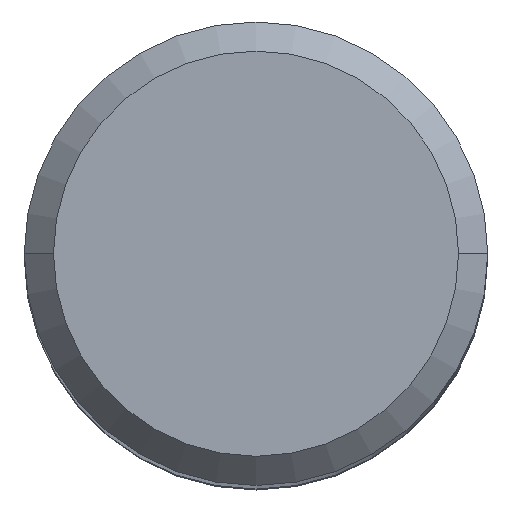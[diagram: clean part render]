
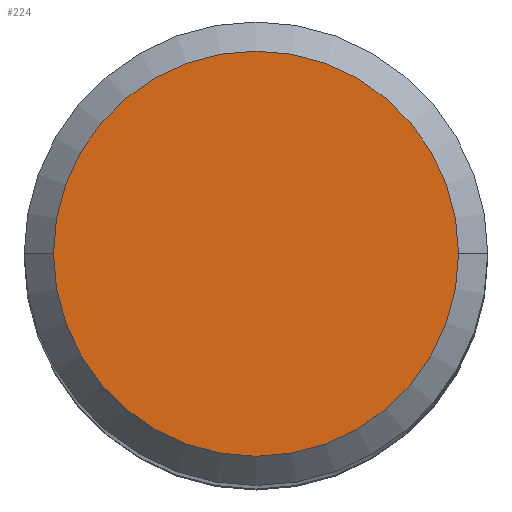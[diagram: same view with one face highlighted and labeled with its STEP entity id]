
A CAD part, top view. The second image highlights one B-rep face of the part: STEP entity #224.
In plain terms, the highlighted planar face has unit normal (0, 0, 1).
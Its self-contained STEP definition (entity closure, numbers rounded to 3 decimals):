
#162=FACE_OUTER_BOUND('',#296,.T.);
#224=ADVANCED_FACE('',(#162),#228,.F.);
#228=PLANE('',#1320);
#296=EDGE_LOOP('',(#583,#584));
#583=ORIENTED_EDGE('',*,*,#814,.T.);
#584=ORIENTED_EDGE('',*,*,#811,.T.);
#669=VERTEX_POINT('',#2172);
#670=VERTEX_POINT('',#2173);
#811=EDGE_CURVE('',#669,#670,#937,.T.);
#814=EDGE_CURVE('',#670,#669,#938,.T.);
#937=CIRCLE('',#1316,6.938);
#938=CIRCLE('',#1318,6.938);
#1316=AXIS2_PLACEMENT_3D('',#2171,#1725,#1726);
#1318=AXIS2_PLACEMENT_3D('',#2177,#1731,#1732);
#1320=AXIS2_PLACEMENT_3D('',#2179,#1735,#1736);
#1725=DIRECTION('',(0.,0.,1.));
#1726=DIRECTION('',(1.,0.,0.));
#1731=DIRECTION('',(0.,0.,1.));
#1732=DIRECTION('',(-1.,0.,0.));
#1735=DIRECTION('',(0.,0.,-1.));
#1736=DIRECTION('',(1.,0.,0.));
#2171=CARTESIAN_POINT('',(0.,0.,0.));
#2172=CARTESIAN_POINT('',(6.938,0.,0.));
#2173=CARTESIAN_POINT('',(-6.938,0.,0.));
#2177=CARTESIAN_POINT('',(0.,0.,0.));
#2179=CARTESIAN_POINT('',(0.,0.,0.));
